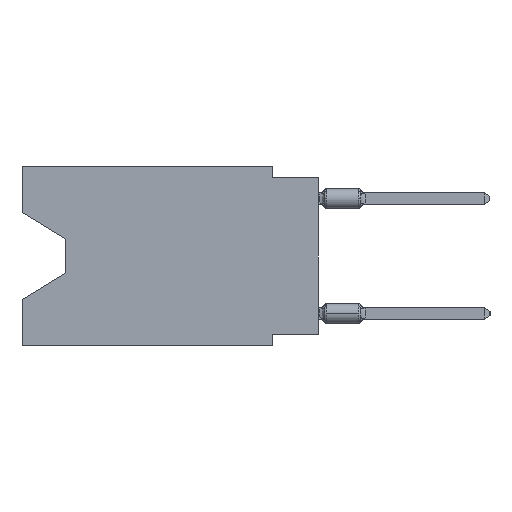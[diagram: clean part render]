
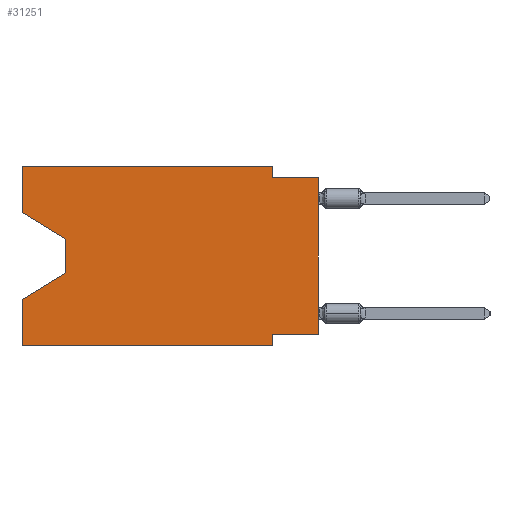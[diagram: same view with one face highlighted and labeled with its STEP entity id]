
A CAD part, left-side view. The second image highlights one B-rep face of the part: STEP entity #31251.
In plain terms, the highlighted planar face has unit normal (-1, 0, 0).
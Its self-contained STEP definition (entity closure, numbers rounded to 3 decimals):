
#70 = CARTESIAN_POINT ( 'NONE',  ( 0., 16.383, 0. ) ) ;
#1279 = VERTEX_POINT ( 'NONE', #31840 ) ;
#1373 = CARTESIAN_POINT ( 'NONE',  ( 0., 16.383, 0. ) ) ;
#1385 = VECTOR ( 'NONE', #34932, 1000. ) ;
#2209 = ORIENTED_EDGE ( 'NONE', *, *, #7091, .T. ) ;
#2660 = EDGE_CURVE ( 'NONE', #27288, #33984, #12028, .T. ) ;
#2969 = LINE ( 'NONE', #70, #17469 ) ;
#3144 = ORIENTED_EDGE ( 'NONE', *, *, #28816, .T. ) ;
#3177 = CARTESIAN_POINT ( 'NONE',  ( 0., 2.54, -9.906 ) ) ;
#3936 = FACE_OUTER_BOUND ( 'NONE', #10591, .T. ) ;
#5337 = EDGE_CURVE ( 'NONE', #27437, #30128, #29928, .T. ) ;
#5521 = DIRECTION ( 'NONE',  ( 0., 0., -1. ) ) ;
#5894 = VECTOR ( 'NONE', #21099, 1000. ) ;
#5978 = VECTOR ( 'NONE', #20778, 1000. ) ;
#6298 = VECTOR ( 'NONE', #17152, 1000. ) ;
#6409 = LINE ( 'NONE', #33649, #5894 ) ;
#6907 = VECTOR ( 'NONE', #27947, 1000. ) ;
#7091 = EDGE_CURVE ( 'NONE', #16071, #32548, #34547, .T. ) ;
#7107 = LINE ( 'NONE', #25463, #30220 ) ;
#7466 = AXIS2_PLACEMENT_3D ( 'NONE', #36414, #27508, #24799 ) ;
#8628 = LINE ( 'NONE', #23153, #6298 ) ;
#9057 = VECTOR ( 'NONE', #12122, 1000. ) ;
#9396 = EDGE_CURVE ( 'NONE', #19157, #29610, #34339, .T. ) ;
#9876 = CARTESIAN_POINT ( 'NONE',  ( 0., 2.54, 0. ) ) ;
#10225 = CARTESIAN_POINT ( 'NONE',  ( 0., 2.54, -0.635 ) ) ;
#10591 = EDGE_LOOP ( 'NONE', ( #18814, #2209, #31740, #19335, #36379, #24779, #13887, #3144, #28313, #20036, #16214, #23873 ) ) ;
#11846 = LINE ( 'NONE', #35467, #5978 ) ;
#12028 = LINE ( 'NONE', #26540, #28054 ) ;
#12122 = DIRECTION ( 'NONE',  ( 0., 0., 1. ) ) ;
#12759 = EDGE_CURVE ( 'NONE', #1279, #23383, #2969, .T. ) ;
#13887 = ORIENTED_EDGE ( 'NONE', *, *, #28933, .F. ) ;
#14081 = CARTESIAN_POINT ( 'NONE',  ( 0., 16.383, -2.546 ) ) ;
#14277 = CARTESIAN_POINT ( 'NONE',  ( 0., 0., -9.271 ) ) ;
#14652 = CARTESIAN_POINT ( 'NONE',  ( 0., 16.383, 0. ) ) ;
#14762 = CARTESIAN_POINT ( 'NONE',  ( 0., 0., -0.635 ) ) ;
#15715 = PLANE ( 'NONE',  #7466 ) ;
#15772 = CARTESIAN_POINT ( 'NONE',  ( 0., 13.97, -4.013 ) ) ;
#16071 = VERTEX_POINT ( 'NONE', #15772 ) ;
#16121 = EDGE_CURVE ( 'NONE', #18613, #27288, #37622, .T. ) ;
#16135 = CARTESIAN_POINT ( 'NONE',  ( 0., 13.97, -5.893 ) ) ;
#16214 = ORIENTED_EDGE ( 'NONE', *, *, #26442, .F. ) ;
#16337 = LINE ( 'NONE', #16135, #24340 ) ;
#16568 = DIRECTION ( 'NONE',  ( 0., 1., 0. ) ) ;
#17152 = DIRECTION ( 'NONE',  ( 0., -1., 0. ) ) ;
#17469 = VECTOR ( 'NONE', #32922, 1000. ) ;
#17512 = CARTESIAN_POINT ( 'NONE',  ( 0., 13.97, -4.013 ) ) ;
#18125 = EDGE_CURVE ( 'NONE', #1279, #29610, #11846, .T. ) ;
#18613 = VERTEX_POINT ( 'NONE', #9876 ) ;
#18814 = ORIENTED_EDGE ( 'NONE', *, *, #38022, .T. ) ;
#19157 = VERTEX_POINT ( 'NONE', #22140 ) ;
#19335 = ORIENTED_EDGE ( 'NONE', *, *, #12759, .F. ) ;
#20036 = ORIENTED_EDGE ( 'NONE', *, *, #16121, .F. ) ;
#20712 = VECTOR ( 'NONE', #5521, 1000. ) ;
#20778 = DIRECTION ( 'NONE',  ( 0., -1., 0. ) ) ;
#20813 = CARTESIAN_POINT ( 'NONE',  ( 0., 13.97, -5.893 ) ) ;
#21099 = DIRECTION ( 'NONE',  ( 0., -0.855, -0.519 ) ) ;
#21548 = EDGE_CURVE ( 'NONE', #32548, #23383, #16337, .T. ) ;
#22140 = CARTESIAN_POINT ( 'NONE',  ( 0., 2.54, -9.271 ) ) ;
#23153 = CARTESIAN_POINT ( 'NONE',  ( 0., 16.383, 0. ) ) ;
#23383 = VERTEX_POINT ( 'NONE', #29620 ) ;
#23873 = ORIENTED_EDGE ( 'NONE', *, *, #5337, .F. ) ;
#24135 = CARTESIAN_POINT ( 'NONE',  ( 0., 0., 0. ) ) ;
#24340 = VECTOR ( 'NONE', #27737, 1000. ) ;
#24779 = ORIENTED_EDGE ( 'NONE', *, *, #9396, .F. ) ;
#24799 = DIRECTION ( 'NONE',  ( 0., 0., -1. ) ) ;
#25463 = CARTESIAN_POINT ( 'NONE',  ( 0., 0., -9.271 ) ) ;
#26442 = EDGE_CURVE ( 'NONE', #30128, #18613, #8628, .T. ) ;
#26540 = CARTESIAN_POINT ( 'NONE',  ( 0., 0., -0.635 ) ) ;
#27288 = VERTEX_POINT ( 'NONE', #10225 ) ;
#27437 = VERTEX_POINT ( 'NONE', #14081 ) ;
#27508 = DIRECTION ( 'NONE',  ( 1., 0., 0. ) ) ;
#27737 = DIRECTION ( 'NONE',  ( 0., 0.855, -0.519 ) ) ;
#27947 = DIRECTION ( 'NONE',  ( 0., 0., -1. ) ) ;
#28054 = VECTOR ( 'NONE', #33637, 1000. ) ;
#28313 = ORIENTED_EDGE ( 'NONE', *, *, #2660, .F. ) ;
#28816 = EDGE_CURVE ( 'NONE', #37043, #33984, #29936, .T. ) ;
#28933 = EDGE_CURVE ( 'NONE', #37043, #19157, #7107, .T. ) ;
#29610 = VERTEX_POINT ( 'NONE', #3177 ) ;
#29620 = CARTESIAN_POINT ( 'NONE',  ( 0., 16.383, -7.36 ) ) ;
#29928 = LINE ( 'NONE', #14652, #9057 ) ;
#29936 = LINE ( 'NONE', #24135, #34535 ) ;
#30128 = VERTEX_POINT ( 'NONE', #1373 ) ;
#30220 = VECTOR ( 'NONE', #16568, 1000. ) ;
#31251 = ADVANCED_FACE ( 'NONE', ( #3936 ), #15715, .F. ) ;
#31740 = ORIENTED_EDGE ( 'NONE', *, *, #21548, .T. ) ;
#31840 = CARTESIAN_POINT ( 'NONE',  ( 0., 16.383, -9.906 ) ) ;
#31995 = CARTESIAN_POINT ( 'NONE',  ( 0., 2.54, 0. ) ) ;
#32548 = VERTEX_POINT ( 'NONE', #20813 ) ;
#32922 = DIRECTION ( 'NONE',  ( 0., 0., 1. ) ) ;
#33637 = DIRECTION ( 'NONE',  ( 0., -1., 0. ) ) ;
#33649 = CARTESIAN_POINT ( 'NONE',  ( 0., 16.383, -2.546 ) ) ;
#33764 = CARTESIAN_POINT ( 'NONE',  ( 0., 2.54, -9.906 ) ) ;
#33984 = VERTEX_POINT ( 'NONE', #14762 ) ;
#34339 = LINE ( 'NONE', #33764, #6907 ) ;
#34535 = VECTOR ( 'NONE', #35742, 1000. ) ;
#34547 = LINE ( 'NONE', #17512, #1385 ) ;
#34932 = DIRECTION ( 'NONE',  ( 0., 0., -1. ) ) ;
#35467 = CARTESIAN_POINT ( 'NONE',  ( 0., 16.383, -9.906 ) ) ;
#35742 = DIRECTION ( 'NONE',  ( 0., 0., 1. ) ) ;
#36379 = ORIENTED_EDGE ( 'NONE', *, *, #18125, .T. ) ;
#36414 = CARTESIAN_POINT ( 'NONE',  ( 0., 16.383, 0. ) ) ;
#37043 = VERTEX_POINT ( 'NONE', #14277 ) ;
#37622 = LINE ( 'NONE', #31995, #20712 ) ;
#38022 = EDGE_CURVE ( 'NONE', #27437, #16071, #6409, .T. ) ;
